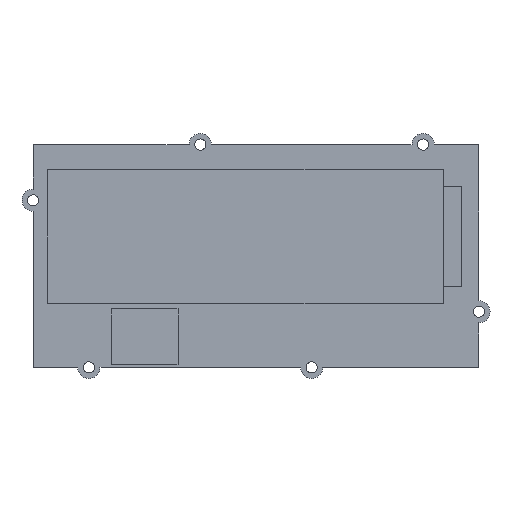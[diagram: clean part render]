
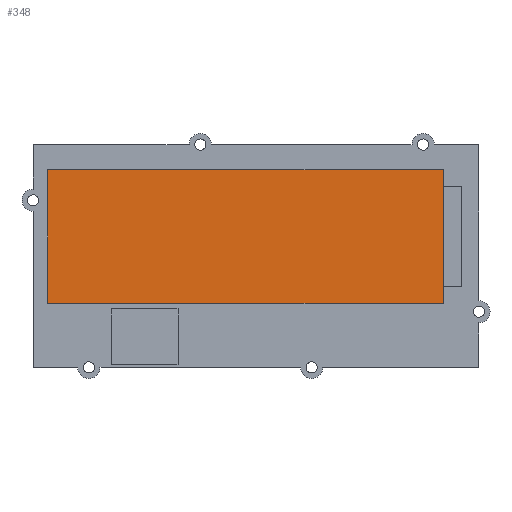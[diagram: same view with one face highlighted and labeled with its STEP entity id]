
A CAD part, front view. The second image highlights one B-rep face of the part: STEP entity #348.
In plain terms, the highlighted planar face has unit normal (0, -1, 0).
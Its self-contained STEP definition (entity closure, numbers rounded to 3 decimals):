
#19 = AXIS2_PLACEMENT_3D ( 'NONE', #200, #711, #171 ) ;
#78 = CARTESIAN_POINT ( 'NONE',  ( 33.6, -8.6, 15.5 ) ) ;
#91 = CARTESIAN_POINT ( 'NONE',  ( 33.6, -8.6, -8.5 ) ) ;
#171 = DIRECTION ( 'NONE',  ( 0., 0., -1. ) ) ;
#172 = CARTESIAN_POINT ( 'NONE',  ( -37.4, -8.6, -8.5 ) ) ;
#174 = PLANE ( 'NONE',  #19 ) ;
#200 = CARTESIAN_POINT ( 'NONE',  ( 0., -8.6, 0. ) ) ;
#222 = CARTESIAN_POINT ( 'NONE',  ( -37.4, -8.6, 15.5 ) ) ;
#333 = VECTOR ( 'NONE', #389, 1000. ) ;
#336 = VECTOR ( 'NONE', #394, 1000. ) ;
#339 = LINE ( 'NONE', #393, #333 ) ;
#344 = LINE ( 'NONE', #402, #336 ) ;
#347 = VECTOR ( 'NONE', #415, 1000. ) ;
#348 = ADVANCED_FACE ( 'NONE', ( #671 ), #174, .T. ) ;
#354 = LINE ( 'NONE', #421, #347 ) ;
#389 = DIRECTION ( 'NONE',  ( -1., 0., 0. ) ) ;
#393 = CARTESIAN_POINT ( 'NONE',  ( 33.6, -8.6, 15.5 ) ) ;
#394 = DIRECTION ( 'NONE',  ( 1., 0., 0. ) ) ;
#402 = CARTESIAN_POINT ( 'NONE',  ( 33.6, -8.6, -8.5 ) ) ;
#415 = DIRECTION ( 'NONE',  ( 0., 0., -1. ) ) ;
#421 = CARTESIAN_POINT ( 'NONE',  ( -37.4, -8.6, -8.5 ) ) ;
#495 = VECTOR ( 'NONE', #1014, 1000. ) ;
#504 = LINE ( 'NONE', #1017, #495 ) ;
#582 = EDGE_CURVE ( 'NONE', #1266, #1334, #504, .T. ) ;
#671 = FACE_OUTER_BOUND ( 'NONE', #1050, .T. ) ;
#711 = DIRECTION ( 'NONE',  ( 0., -1., 0. ) ) ;
#829 = EDGE_CURVE ( 'NONE', #949, #1124, #354, .T. ) ;
#838 = EDGE_CURVE ( 'NONE', #1124, #1266, #344, .T. ) ;
#839 = EDGE_CURVE ( 'NONE', #1334, #949, #339, .T. ) ;
#919 = ORIENTED_EDGE ( 'NONE', *, *, #829, .T. ) ;
#926 = ORIENTED_EDGE ( 'NONE', *, *, #838, .T. ) ;
#928 = ORIENTED_EDGE ( 'NONE', *, *, #582, .T. ) ;
#929 = ORIENTED_EDGE ( 'NONE', *, *, #839, .T. ) ;
#949 = VERTEX_POINT ( 'NONE', #222 ) ;
#1014 = DIRECTION ( 'NONE',  ( 0., 0., 1. ) ) ;
#1017 = CARTESIAN_POINT ( 'NONE',  ( 33.6, -8.6, -8.5 ) ) ;
#1050 = EDGE_LOOP ( 'NONE', ( #919, #926, #928, #929 ) ) ;
#1124 = VERTEX_POINT ( 'NONE', #172 ) ;
#1266 = VERTEX_POINT ( 'NONE', #91 ) ;
#1334 = VERTEX_POINT ( 'NONE', #78 ) ;
